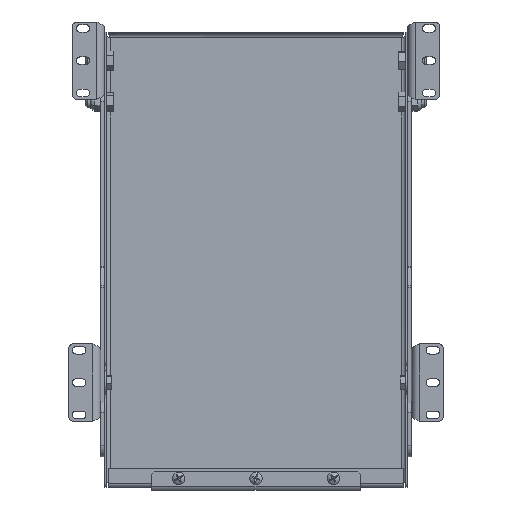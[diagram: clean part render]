
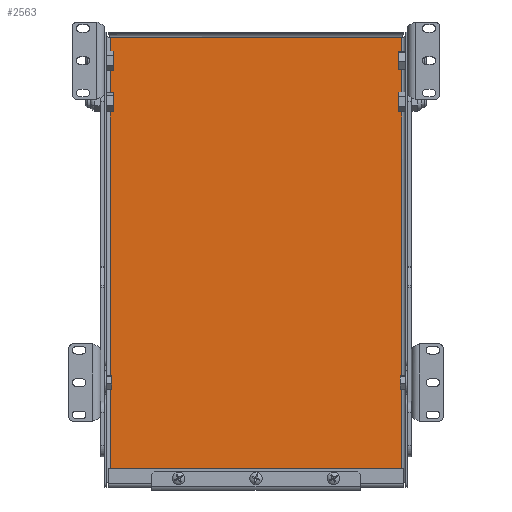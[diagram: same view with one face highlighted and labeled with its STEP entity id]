
A CAD part, front view. The second image highlights one B-rep face of the part: STEP entity #2563.
In plain terms, the highlighted planar face has unit normal (0, -1, 0).
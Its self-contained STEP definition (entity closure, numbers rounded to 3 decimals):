
#503 = VECTOR ( 'NONE', #7830, 1000. ) ;
#521 = LINE ( 'NONE', #1312, #6715 ) ;
#576 = AXIS2_PLACEMENT_3D ( 'NONE', #6100, #3695, #5971 ) ;
#668 = DIRECTION ( 'NONE',  ( -1., 0., 0. ) ) ;
#729 = VECTOR ( 'NONE', #668, 1000. ) ;
#884 = EDGE_CURVE ( 'NONE', #8859, #1703, #5384, .T. ) ;
#1312 = CARTESIAN_POINT ( 'NONE',  ( 113., -1.5, 173.586 ) ) ;
#1507 = LINE ( 'NONE', #4773, #729 ) ;
#1703 = VERTEX_POINT ( 'NONE', #5759 ) ;
#2189 = EDGE_CURVE ( 'NONE', #1703, #9386, #7781, .T. ) ;
#2563 = ADVANCED_FACE ( 'NONE', ( #10083 ), #6877, .F. ) ;
#3011 = CARTESIAN_POINT ( 'NONE',  ( -113., -1.5, -172. ) ) ;
#3276 = EDGE_CURVE ( 'NONE', #5991, #8859, #1507, .T. ) ;
#3637 = ORIENTED_EDGE ( 'NONE', *, *, #9692, .F. ) ;
#3695 = DIRECTION ( 'NONE',  ( 0., 1., 0. ) ) ;
#3862 = CARTESIAN_POINT ( 'NONE',  ( -114.586, -1.5, 172. ) ) ;
#4277 = DIRECTION ( 'NONE',  ( 0., 0., -1. ) ) ;
#4347 = CARTESIAN_POINT ( 'NONE',  ( 113., -1.5, -172. ) ) ;
#4559 = CARTESIAN_POINT ( 'NONE',  ( 113., -1.5, 172. ) ) ;
#4773 = CARTESIAN_POINT ( 'NONE',  ( 114.586, -1.5, -172. ) ) ;
#5384 = LINE ( 'NONE', #7698, #8818 ) ;
#5759 = CARTESIAN_POINT ( 'NONE',  ( -113., -1.5, 172. ) ) ;
#5971 = DIRECTION ( 'NONE',  ( 0., 0., 1. ) ) ;
#5991 = VERTEX_POINT ( 'NONE', #4347 ) ;
#6100 = CARTESIAN_POINT ( 'NONE',  ( 0., -1.5, 0. ) ) ;
#6715 = VECTOR ( 'NONE', #4277, 1000. ) ;
#6877 = PLANE ( 'NONE',  #576 ) ;
#7698 = CARTESIAN_POINT ( 'NONE',  ( -113., -1.5, -173.586 ) ) ;
#7756 = EDGE_LOOP ( 'NONE', ( #9451, #3637, #9534, #9338 ) ) ;
#7781 = LINE ( 'NONE', #3862, #503 ) ;
#7830 = DIRECTION ( 'NONE',  ( 1., 0., 0. ) ) ;
#8789 = DIRECTION ( 'NONE',  ( 0., 0., 1. ) ) ;
#8818 = VECTOR ( 'NONE', #8789, 1000. ) ;
#8859 = VERTEX_POINT ( 'NONE', #3011 ) ;
#9338 = ORIENTED_EDGE ( 'NONE', *, *, #884, .F. ) ;
#9386 = VERTEX_POINT ( 'NONE', #4559 ) ;
#9451 = ORIENTED_EDGE ( 'NONE', *, *, #3276, .F. ) ;
#9534 = ORIENTED_EDGE ( 'NONE', *, *, #2189, .F. ) ;
#9692 = EDGE_CURVE ( 'NONE', #9386, #5991, #521, .T. ) ;
#10083 = FACE_OUTER_BOUND ( 'NONE', #7756, .T. ) ;
